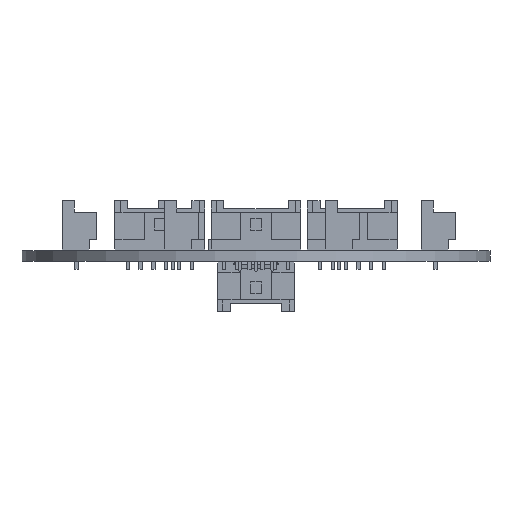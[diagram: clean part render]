
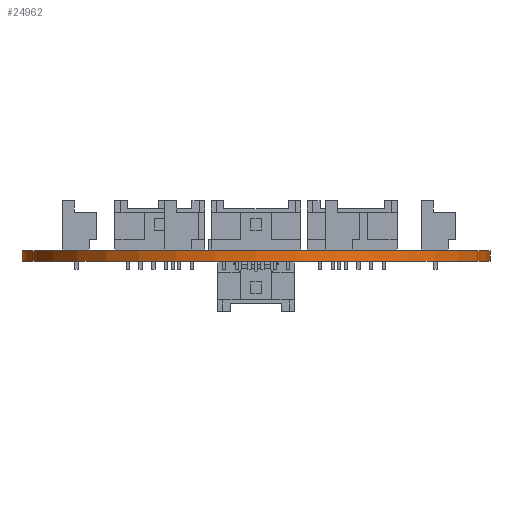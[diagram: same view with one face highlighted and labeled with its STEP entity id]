
A CAD part, front view. The second image highlights one B-rep face of the part: STEP entity #24962.
In plain terms, the highlighted cylindrical face has radius 36.5 mm (diameter 73 mm), a full revolution.
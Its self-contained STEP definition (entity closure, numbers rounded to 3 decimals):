
#1714=FACE_OUTER_BOUND('',#3062,.T.);
#3062=EDGE_LOOP('',(#17451,#17452,#17453,#17454));
#4749=LINE('',#36265,#7516);
#7516=VECTOR('',#29424,36.5);
#10432=CIRCLE('',#26709,36.5);
#10433=CIRCLE('',#26710,36.5);
#11198=VERTEX_POINT('',#36262);
#11199=VERTEX_POINT('',#36264);
#13679=EDGE_CURVE('',#11198,#11198,#10432,.T.);
#13680=EDGE_CURVE('',#11198,#11199,#4749,.T.);
#13681=EDGE_CURVE('',#11199,#11199,#10433,.T.);
#17451=ORIENTED_EDGE('',*,*,#13679,.F.);
#17452=ORIENTED_EDGE('',*,*,#13680,.T.);
#17453=ORIENTED_EDGE('',*,*,#13681,.T.);
#17454=ORIENTED_EDGE('',*,*,#13680,.F.);
#24250=CYLINDRICAL_SURFACE('',#26708,36.5);
#24962=ADVANCED_FACE('',(#1714),#24250,.T.);
#26708=AXIS2_PLACEMENT_3D('',#36261,#29420,#29421);
#26709=AXIS2_PLACEMENT_3D('',#36263,#29422,#29423);
#26710=AXIS2_PLACEMENT_3D('',#36266,#29425,#29426);
#29420=DIRECTION('center_axis',(0.,0.,1.));
#29421=DIRECTION('ref_axis',(1.,0.,0.));
#29422=DIRECTION('center_axis',(0.,0.,1.));
#29423=DIRECTION('ref_axis',(1.,0.,0.));
#29424=DIRECTION('',(0.,0.,-1.));
#29425=DIRECTION('center_axis',(0.,0.,1.));
#29426=DIRECTION('ref_axis',(1.,0.,0.));
#36261=CARTESIAN_POINT('Origin',(0.,0.,0.));
#36262=CARTESIAN_POINT('',(-36.5,0.,1.57));
#36263=CARTESIAN_POINT('Origin',(0.,0.,1.57));
#36264=CARTESIAN_POINT('',(-36.5,0.,0.));
#36265=CARTESIAN_POINT('',(-36.5,0.,0.));
#36266=CARTESIAN_POINT('Origin',(0.,0.,0.));
